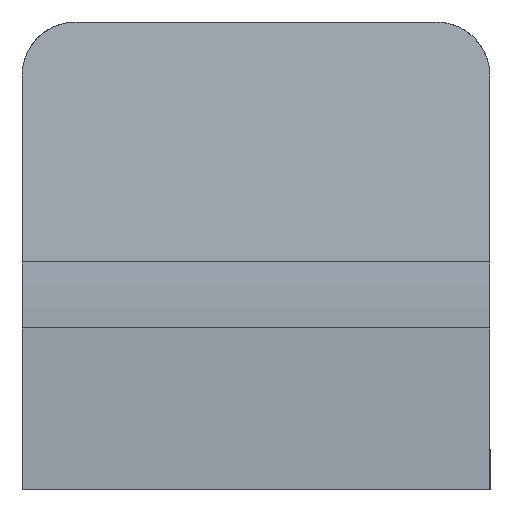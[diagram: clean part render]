
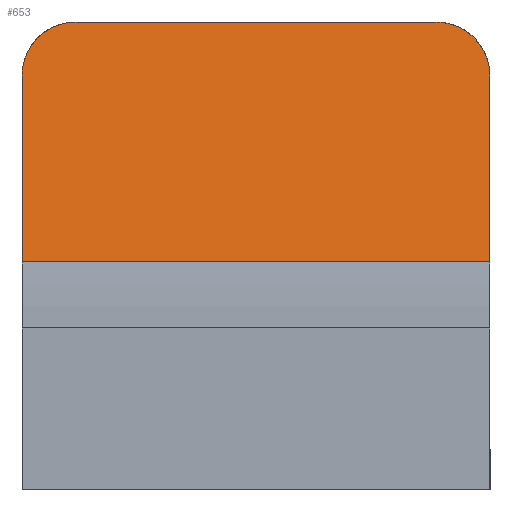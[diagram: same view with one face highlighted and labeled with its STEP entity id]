
A CAD part, front view. The second image highlights one B-rep face of the part: STEP entity #653.
In plain terms, the highlighted planar face has unit normal (0, -0.989, 0.147).
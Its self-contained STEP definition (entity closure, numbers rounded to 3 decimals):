
#653 = ADVANCED_FACE ( 'NONE', ( #8393 ), #24283, .F. ) ;
#923 = ORIENTED_EDGE ( 'NONE', *, *, #13171, .F. ) ;
#1216 = EDGE_LOOP ( 'NONE', ( #17188, #25856, #10084, #923, #10668, #9685 ) ) ;
#2580 = CARTESIAN_POINT ( 'NONE',  ( -26., 0.542, 3.343 ) ) ;
#2596 = DIRECTION ( 'NONE',  ( 0., 0.147, 0.989 ) ) ;
#2675 = VECTOR ( 'NONE', #6160, 1000. ) ;
#3710 = LINE ( 'NONE', #20047, #18464 ) ;
#4052 = DIRECTION ( 'NONE',  ( 0., 0.989, -0.147 ) ) ;
#4365 = VERTEX_POINT ( 'NONE', #22404 ) ;
#4470 = CARTESIAN_POINT ( 'NONE',  ( -26., 4.131, 27.515 ) ) ;
#4894 = CARTESIAN_POINT ( 'NONE',  ( -23.515, 4.5, 30. ) ) ;
#4977 = LINE ( 'NONE', #9772, #25581 ) ;
#5717 = VERTEX_POINT ( 'NONE', #2580 ) ;
#6160 = DIRECTION ( 'NONE',  ( 0., 0.147, 0.989 ) ) ;
#6452 = CARTESIAN_POINT ( 'NONE',  ( 26., 3.609, 24. ) ) ;
#6997 = CARTESIAN_POINT ( 'NONE',  ( -20., 4.5, 30. ) ) ;
#8271 = DIRECTION ( 'NONE',  ( 1., 0., 0. ) ) ;
#8288 = AXIS2_PLACEMENT_3D ( 'NONE', #26686, #4052, #22349 ) ;
#8393 = FACE_OUTER_BOUND ( 'NONE', #1216, .T. ) ;
#9685 = ORIENTED_EDGE ( 'NONE', *, *, #11361, .T. ) ;
#9772 = CARTESIAN_POINT ( 'NONE',  ( 26., 4.5, 30. ) ) ;
#10000 = CARTESIAN_POINT ( 'NONE',  ( 20., 4.5, 30. ) ) ;
#10084 = ORIENTED_EDGE ( 'NONE', *, *, #23173, .T. ) ;
#10668 = ORIENTED_EDGE ( 'NONE', *, *, #21220, .T. ) ;
#11361 = EDGE_CURVE ( 'NONE', #22489, #12397, #4977, .T. ) ;
#12397 = VERTEX_POINT ( 'NONE', #6452 ) ;
#12848 = DIRECTION ( 'NONE',  ( 1., 0., 0. ) ) ;
#13171 = EDGE_CURVE ( 'NONE', #5717, #21546, #17262, .T. ) ;
#14738 = CARTESIAN_POINT ( 'NONE',  ( -26., 4.5, 30. ) ) ;
#15333 = CARTESIAN_POINT ( 'NONE',  ( 20., 4.5, 30. ) ) ;
#17188 = ORIENTED_EDGE ( 'NONE', *, *, #20685, .T. ) ;
#17262 = LINE ( 'NONE', #26705, #2675 ) ;
#18038 = CARTESIAN_POINT ( 'NONE',  ( 26., 3.609, 24. ) ) ;
#18184 = CARTESIAN_POINT ( 'NONE',  ( 26., 4.131, 27.515 ) ) ;
#18346 = CARTESIAN_POINT ( 'NONE',  ( 26., 0.542, 3.343 ) ) ;
#18464 = VECTOR ( 'NONE', #12848, 1000. ) ;
#19155 =( BOUNDED_CURVE ( )  B_SPLINE_CURVE ( 3, ( #6997, #4894, #4470, #22744 ),
 .UNSPECIFIED., .F., .F. ) 
 B_SPLINE_CURVE_WITH_KNOTS ( ( 4, 4 ),
 ( 3.142, 4.712 ),
 .UNSPECIFIED. ) 
 CURVE ( )  GEOMETRIC_REPRESENTATION_ITEM ( )  RATIONAL_B_SPLINE_CURVE ( ( 1., 0.805, 0.805, 1. ) ) 
 REPRESENTATION_ITEM ( '' )  );
#19686 = EDGE_CURVE ( 'NONE', #4365, #25414, #26410, .T. ) ;
#20047 = CARTESIAN_POINT ( 'NONE',  ( -26., 0.542, 3.343 ) ) ;
#20685 = EDGE_CURVE ( 'NONE', #12397, #25414, #28524, .T. ) ;
#21220 = EDGE_CURVE ( 'NONE', #5717, #22489, #3710, .T. ) ;
#21546 = VERTEX_POINT ( 'NONE', #26750 ) ;
#22349 = DIRECTION ( 'NONE',  ( 0., 0.147, 0.989 ) ) ;
#22404 = CARTESIAN_POINT ( 'NONE',  ( -20., 4.5, 30. ) ) ;
#22489 = VERTEX_POINT ( 'NONE', #18346 ) ;
#22744 = CARTESIAN_POINT ( 'NONE',  ( -26., 3.609, 24. ) ) ;
#23173 = EDGE_CURVE ( 'NONE', #4365, #21546, #19155, .T. ) ;
#24283 = PLANE ( 'NONE',  #8288 ) ;
#25414 = VERTEX_POINT ( 'NONE', #10000 ) ;
#25581 = VECTOR ( 'NONE', #2596, 1000. ) ;
#25856 = ORIENTED_EDGE ( 'NONE', *, *, #19686, .F. ) ;
#26410 = LINE ( 'NONE', #14738, #29467 ) ;
#26686 = CARTESIAN_POINT ( 'NONE',  ( -26., 4.5, 30. ) ) ;
#26705 = CARTESIAN_POINT ( 'NONE',  ( -26., 4.5, 30. ) ) ;
#26750 = CARTESIAN_POINT ( 'NONE',  ( -26., 3.609, 24. ) ) ;
#26867 = CARTESIAN_POINT ( 'NONE',  ( 23.515, 4.5, 30. ) ) ;
#28524 =( BOUNDED_CURVE ( )  B_SPLINE_CURVE ( 3, ( #18038, #18184, #26867, #15333 ),
 .UNSPECIFIED., .F., .F. ) 
 B_SPLINE_CURVE_WITH_KNOTS ( ( 4, 4 ),
 ( 1.571, 3.142 ),
 .UNSPECIFIED. ) 
 CURVE ( )  GEOMETRIC_REPRESENTATION_ITEM ( )  RATIONAL_B_SPLINE_CURVE ( ( 1., 0.805, 0.805, 1. ) ) 
 REPRESENTATION_ITEM ( '' )  );
#29467 = VECTOR ( 'NONE', #8271, 1000. ) ;
